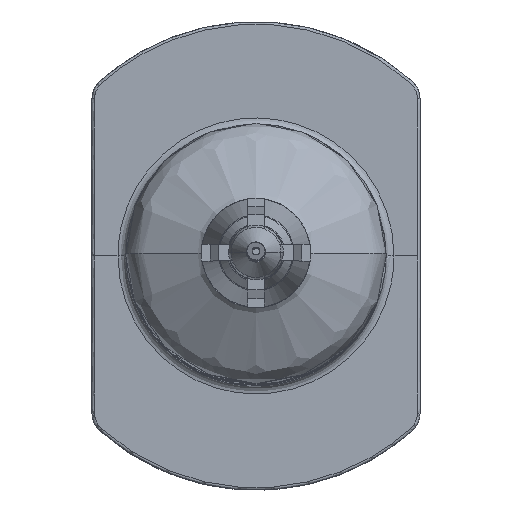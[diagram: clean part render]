
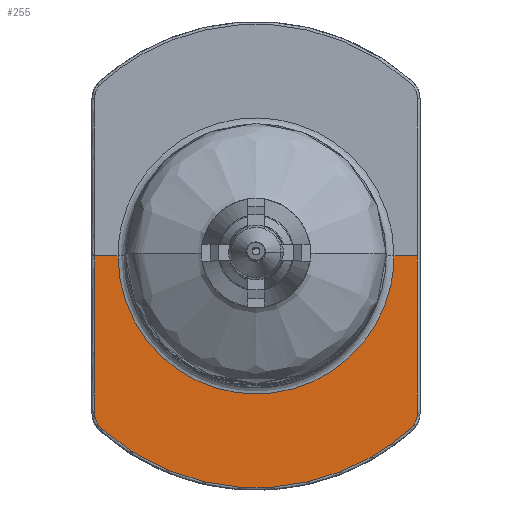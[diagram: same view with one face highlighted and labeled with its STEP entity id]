
A CAD part, top view. The second image highlights one B-rep face of the part: STEP entity #255.
In plain terms, the highlighted free-form (B-spline) face has degree [2, 1] with [5, 2] control points.
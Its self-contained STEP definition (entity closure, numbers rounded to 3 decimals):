
#255=ADVANCED_FACE('',(#442),#2756,.T.);
#442=FACE_OUTER_BOUND('',#631,.T.);
#631=EDGE_LOOP('',(#1351,#1352,#1353,#1354,#1355,#1356,#1357,#1358));
#1351=ORIENTED_EDGE('',*,*,#1945,.T.);
#1352=ORIENTED_EDGE('',*,*,#1858,.F.);
#1353=ORIENTED_EDGE('',*,*,#1863,.F.);
#1354=ORIENTED_EDGE('',*,*,#1871,.F.);
#1355=ORIENTED_EDGE('',*,*,#1879,.F.);
#1356=ORIENTED_EDGE('',*,*,#1862,.T.);
#1357=ORIENTED_EDGE('',*,*,#1874,.T.);
#1358=ORIENTED_EDGE('',*,*,#1888,.T.);
#1858=EDGE_CURVE('',#2598,#2646,#2144,.T.);
#1862=EDGE_CURVE('',#2603,#2606,#2148,.T.);
#1863=EDGE_CURVE('',#2608,#2598,#2373,.T.);
#1871=EDGE_CURVE('',#2604,#2608,#2152,.T.);
#1874=EDGE_CURVE('',#2606,#2607,#2155,.T.);
#1879=EDGE_CURVE('',#2603,#2604,#2160,.T.);
#1888=EDGE_CURVE('',#2607,#2647,#2169,.T.);
#1945=EDGE_CURVE('',#2647,#2646,#2385,.T.);
#2144=(
BOUNDED_CURVE()
B_SPLINE_CURVE(2,(#6617,#6618,#6619,#6620,#6621),.UNSPECIFIED.,.F.,.F.)
B_SPLINE_CURVE_WITH_KNOTS((3,2,3),(0.,8.325,
16.65),.UNSPECIFIED.)
CURVE()
GEOMETRIC_REPRESENTATION_ITEM()
RATIONAL_B_SPLINE_CURVE((1.,0.707,1.,0.707,1.))
REPRESENTATION_ITEM('')
);
#2148=(
BOUNDED_CURVE()
B_SPLINE_CURVE(2,(#6643,#6644,#6645),.UNSPECIFIED.,.F.,.F.)
B_SPLINE_CURVE_WITH_KNOTS((3,3),(0.,12.989),
 .UNSPECIFIED.)
CURVE()
GEOMETRIC_REPRESENTATION_ITEM()
RATIONAL_B_SPLINE_CURVE((1.,0.745,1.))
REPRESENTATION_ITEM('')
);
#2152=(
BOUNDED_CURVE()
B_SPLINE_CURVE(1,(#6664,#6665),.UNSPECIFIED.,.F.,.F.)
B_SPLINE_CURVE_WITH_KNOTS((2,2),(0.,6.037),
 .UNSPECIFIED.)
CURVE()
GEOMETRIC_REPRESENTATION_ITEM()
RATIONAL_B_SPLINE_CURVE((1.,1.))
REPRESENTATION_ITEM('')
);
#2155=(
BOUNDED_CURVE()
B_SPLINE_CURVE(2,(#6672,#6673,#6674),.UNSPECIFIED.,.F.,.F.)
B_SPLINE_CURVE_WITH_KNOTS((3,3),(0.,0.673),
 .UNSPECIFIED.)
CURVE()
GEOMETRIC_REPRESENTATION_ITEM()
RATIONAL_B_SPLINE_CURVE((1.,0.913,1.))
REPRESENTATION_ITEM('')
);
#2160=(
BOUNDED_CURVE()
B_SPLINE_CURVE(2,(#6687,#6688,#6689),.UNSPECIFIED.,.F.,.F.)
B_SPLINE_CURVE_WITH_KNOTS((3,3),(0.,0.673),
 .UNSPECIFIED.)
CURVE()
GEOMETRIC_REPRESENTATION_ITEM()
RATIONAL_B_SPLINE_CURVE((1.,0.913,1.))
REPRESENTATION_ITEM('')
);
#2169=(
BOUNDED_CURVE()
B_SPLINE_CURVE(1,(#6711,#6712),.UNSPECIFIED.,.F.,.F.)
B_SPLINE_CURVE_WITH_KNOTS((2,2),(0.,6.037),
 .UNSPECIFIED.)
CURVE()
GEOMETRIC_REPRESENTATION_ITEM()
RATIONAL_B_SPLINE_CURVE((1.,1.))
REPRESENTATION_ITEM('')
);
#2373=B_SPLINE_CURVE_WITH_KNOTS('',1,(#6646,#6647),.UNSPECIFIED.,.F.,.F.,
(2,2),(81.125,82.025),.UNSPECIFIED.);
#2385=B_SPLINE_CURVE_WITH_KNOTS('',1,(#6901,#6902),.UNSPECIFIED.,.F.,.F.,
(2,2),(81.125,82.025),.UNSPECIFIED.);
#2598=VERTEX_POINT('',#6509);
#2603=VERTEX_POINT('',#6514);
#2604=VERTEX_POINT('',#6515);
#2606=VERTEX_POINT('',#6517);
#2607=VERTEX_POINT('',#6518);
#2608=VERTEX_POINT('',#6519);
#2646=VERTEX_POINT('',#6557);
#2647=VERTEX_POINT('',#6558);
#2756=(
BOUNDED_SURFACE()
B_SPLINE_SURFACE(2,1,((#5898,#5899),(#5900,#5901),(#5902,#5903),(#5904,
#5905),(#5906,#5907)),.UNSPECIFIED.,.F.,.F.,.F.)
B_SPLINE_SURFACE_WITH_KNOTS((3,2,3),(2,2),(0.,14.137,28.274),
(78.325,82.325),.UNSPECIFIED.)
GEOMETRIC_REPRESENTATION_ITEM()
RATIONAL_B_SPLINE_SURFACE(((1.,1.),(0.707,0.707),
(1.,1.),(0.707,0.707),(1.,1.)))
REPRESENTATION_ITEM('')
SURFACE()
);
#5898=CARTESIAN_POINT('',(-9.,0.,37.468));
#5899=CARTESIAN_POINT('',(-5.,0.,37.468));
#5900=CARTESIAN_POINT('',(-9.,-9.,37.468));
#5901=CARTESIAN_POINT('',(-5.,-5.,37.468));
#5902=CARTESIAN_POINT('',(0.,-9.,37.468));
#5903=CARTESIAN_POINT('',(0.,-5.,37.468));
#5904=CARTESIAN_POINT('',(9.,-9.,37.468));
#5905=CARTESIAN_POINT('',(5.,-5.,37.468));
#5906=CARTESIAN_POINT('',(9.,0.,37.468));
#5907=CARTESIAN_POINT('',(5.,0.,37.468));
#6509=CARTESIAN_POINT('',(-5.3,0.,37.468));
#6514=CARTESIAN_POINT('',(-5.933,-6.634,37.468));
#6515=CARTESIAN_POINT('',(-6.2,-6.037,37.468));
#6517=CARTESIAN_POINT('',(5.933,-6.634,37.468));
#6518=CARTESIAN_POINT('',(6.2,-6.037,37.468));
#6519=CARTESIAN_POINT('',(-6.2,0.,37.468));
#6557=CARTESIAN_POINT('',(5.3,0.,37.468));
#6558=CARTESIAN_POINT('',(6.2,0.,37.468));
#6617=CARTESIAN_POINT('',(-5.3,0.,37.468));
#6618=CARTESIAN_POINT('',(-5.3,-5.3,37.468));
#6619=CARTESIAN_POINT('',(0.,-5.3,37.468));
#6620=CARTESIAN_POINT('',(5.3,-5.3,37.468));
#6621=CARTESIAN_POINT('',(5.3,0.,37.468));
#6643=CARTESIAN_POINT('',(-5.933,-6.634,37.468));
#6644=CARTESIAN_POINT('',(0.,-11.941,37.468));
#6645=CARTESIAN_POINT('',(5.933,-6.634,37.468));
#6646=CARTESIAN_POINT('',(-6.2,0.,37.468));
#6647=CARTESIAN_POINT('',(-5.3,0.,37.468));
#6664=CARTESIAN_POINT('',(-6.2,-6.037,37.468));
#6665=CARTESIAN_POINT('',(-6.2,0.,37.468));
#6672=CARTESIAN_POINT('',(5.933,-6.634,37.468));
#6673=CARTESIAN_POINT('',(6.2,-6.395,37.468));
#6674=CARTESIAN_POINT('',(6.2,-6.037,37.468));
#6687=CARTESIAN_POINT('',(-5.933,-6.634,37.468));
#6688=CARTESIAN_POINT('',(-6.2,-6.395,37.468));
#6689=CARTESIAN_POINT('',(-6.2,-6.037,37.468));
#6711=CARTESIAN_POINT('',(6.2,-6.037,37.468));
#6712=CARTESIAN_POINT('',(6.2,0.,37.468));
#6901=CARTESIAN_POINT('',(6.2,0.,37.468));
#6902=CARTESIAN_POINT('',(5.3,0.,37.468));
